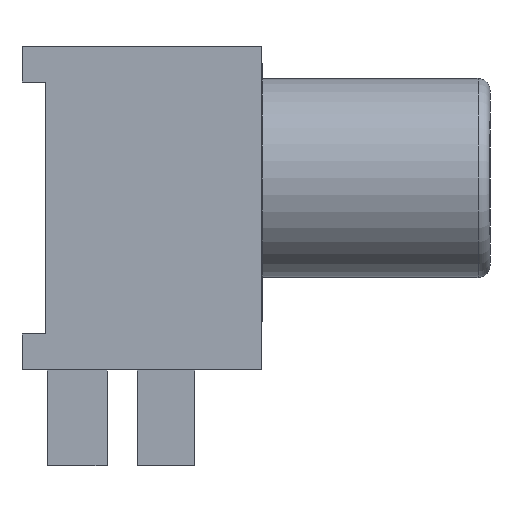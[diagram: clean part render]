
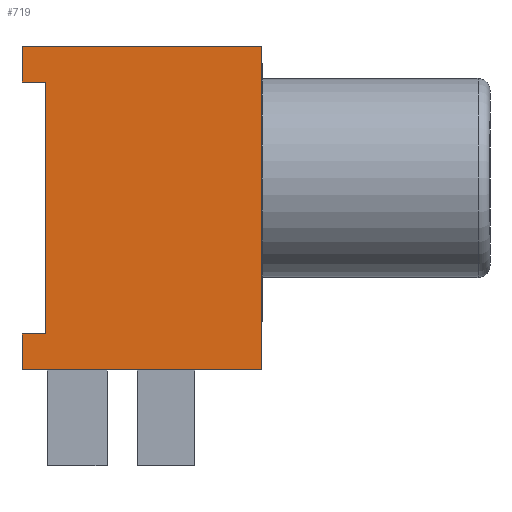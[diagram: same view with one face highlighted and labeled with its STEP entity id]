
A CAD part, left-side view. The second image highlights one B-rep face of the part: STEP entity #719.
In plain terms, the highlighted planar face has unit normal (-1, 0, 0).
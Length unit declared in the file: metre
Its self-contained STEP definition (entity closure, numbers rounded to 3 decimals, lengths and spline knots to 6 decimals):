
#285 = EDGE_CURVE( '', #810, #811, #812, .T. );
#287 = EDGE_CURVE( '', #814, #815, #816, .T. );
#289 = EDGE_CURVE( '', #815, #818, #819, .T. );
#301 = EDGE_CURVE( '', #838, #810, #839, .T. );
#473 = EDGE_CURVE( '', #1110, #1077, #1111, .T. );
#507 = EDGE_CURVE( '', #811, #1023, #1155, .T. );
#549 = EDGE_CURVE( '', #1077, #814, #1220, .T. );
#575 = EDGE_CURVE( '', #818, #1236, #1254, .T. );
#605 = EDGE_CURVE( '', #1023, #1110, #1291, .T. );
#711 = EDGE_CURVE( '', #1236, #838, #1424, .T. );
#719 = ADVANCED_FACE( '', ( #1433 ), #1434, .F. );
#810 = VERTEX_POINT( '', #1535 );
#811 = VERTEX_POINT( '', #1536 );
#812 = LINE( '', #1537, #1538 );
#814 = VERTEX_POINT( '', #1541 );
#815 = VERTEX_POINT( '', #1542 );
#816 = LINE( '', #1543, #1544 );
#818 = VERTEX_POINT( '', #1547 );
#819 = LINE( '', #1548, #1549 );
#838 = VERTEX_POINT( '', #1573 );
#839 = LINE( '', #1574, #1575 );
#1023 = VERTEX_POINT( '', #1838 );
#1077 = VERTEX_POINT( '', #1915 );
#1110 = VERTEX_POINT( '', #1966 );
#1111 = LINE( '', #1967, #1968 );
#1155 = LINE( '', #2036, #2037 );
#1220 = LINE( '', #2126, #2127 );
#1236 = VERTEX_POINT( '', #2150 );
#1254 = LINE( '', #2180, #2181 );
#1291 = LINE( '', #2237, #2238 );
#1424 = LINE( '', #2441, #2442 );
#1433 = FACE_OUTER_BOUND( '', #2455, .T. );
#1434 = PLANE( '', #2456 );
#1535 = CARTESIAN_POINT( '', ( -0.02, -0.000259, -0.000035 ) );
#1536 = CARTESIAN_POINT( '', ( -0.02, 0.002541, -0.000035 ) );
#1537 = CARTESIAN_POINT( '', ( -0.02, -0.000259, -0.000035 ) );
#1538 = VECTOR( '', #2570, 1. );
#1541 = CARTESIAN_POINT( '', ( -0.02, 0.008741, 0.001465 ) );
#1542 = CARTESIAN_POINT( '', ( -0.02, 0.008741, 0.011965 ) );
#1543 = CARTESIAN_POINT( '', ( -0.02, 0.008741, 0.011965 ) );
#1544 = VECTOR( '', #2571, 1. );
#1547 = CARTESIAN_POINT( '', ( -0.02, 0.009741, 0.011965 ) );
#1548 = CARTESIAN_POINT( '', ( -0.02, 0.009741, 0.011965 ) );
#1549 = VECTOR( '', #2572, 1. );
#1573 = CARTESIAN_POINT( '', ( -0.02, -0.000259, 0.013465 ) );
#1574 = CARTESIAN_POINT( '', ( -0.02, -0.000259, 0.013465 ) );
#1575 = VECTOR( '', #2599, 1. );
#1838 = CARTESIAN_POINT( '', ( -0.02, 0.004941, -0.000035 ) );
#1915 = CARTESIAN_POINT( '', ( -0.02, 0.009741, 0.001465 ) );
#1966 = CARTESIAN_POINT( '', ( -0.02, 0.009741, -0.000035 ) );
#1967 = CARTESIAN_POINT( '', ( -0.02, 0.009741, 0.013465 ) );
#1968 = VECTOR( '', #2855, 1. );
#2036 = CARTESIAN_POINT( '', ( -0.02, -0.000259, -0.000035 ) );
#2037 = VECTOR( '', #2899, 1. );
#2126 = CARTESIAN_POINT( '', ( -0.02, 0.009741, 0.001465 ) );
#2127 = VECTOR( '', #3019, 1. );
#2150 = CARTESIAN_POINT( '', ( -0.02, 0.009741, 0.013465 ) );
#2180 = CARTESIAN_POINT( '', ( -0.02, 0.009741, 0.013465 ) );
#2181 = VECTOR( '', #3059, 1. );
#2237 = CARTESIAN_POINT( '', ( -0.02, -0.000259, -0.000035 ) );
#2238 = VECTOR( '', #3109, 1. );
#2441 = CARTESIAN_POINT( '', ( -0.02, -0.000259, 0.013465 ) );
#2442 = VECTOR( '', #3278, 1. );
#2455 = EDGE_LOOP( '', ( #3290, #3291, #3292, #3293, #3294, #3295, #3296, #3297, #3298, #3299 ) );
#2456 = AXIS2_PLACEMENT_3D( '', #3300, #3301, #3302 );
#2570 = DIRECTION( '', ( 0., 1., 0. ) );
#2571 = DIRECTION( '', ( 0., 0., 1. ) );
#2572 = DIRECTION( '', ( 0., 1., 0. ) );
#2599 = DIRECTION( '', ( 0., 0., -1. ) );
#2855 = DIRECTION( '', ( 0., 0., 1. ) );
#2899 = DIRECTION( '', ( 0., 1., 0. ) );
#3019 = DIRECTION( '', ( 0., -1., 0. ) );
#3059 = DIRECTION( '', ( 0., 0., 1. ) );
#3109 = DIRECTION( '', ( 0., 1., 0. ) );
#3278 = DIRECTION( '', ( 0., -1., 0. ) );
#3290 = ORIENTED_EDGE( '', *, *, #287, .F. );
#3291 = ORIENTED_EDGE( '', *, *, #549, .F. );
#3292 = ORIENTED_EDGE( '', *, *, #473, .F. );
#3293 = ORIENTED_EDGE( '', *, *, #605, .F. );
#3294 = ORIENTED_EDGE( '', *, *, #507, .F. );
#3295 = ORIENTED_EDGE( '', *, *, #285, .F. );
#3296 = ORIENTED_EDGE( '', *, *, #301, .F. );
#3297 = ORIENTED_EDGE( '', *, *, #711, .F. );
#3298 = ORIENTED_EDGE( '', *, *, #575, .F. );
#3299 = ORIENTED_EDGE( '', *, *, #289, .F. );
#3300 = CARTESIAN_POINT( '', ( -0.02, -0.000259, 0.006715 ) );
#3301 = DIRECTION( '', ( 1., 0., 0. ) );
#3302 = DIRECTION( '', ( 0., 1., 0. ) );
